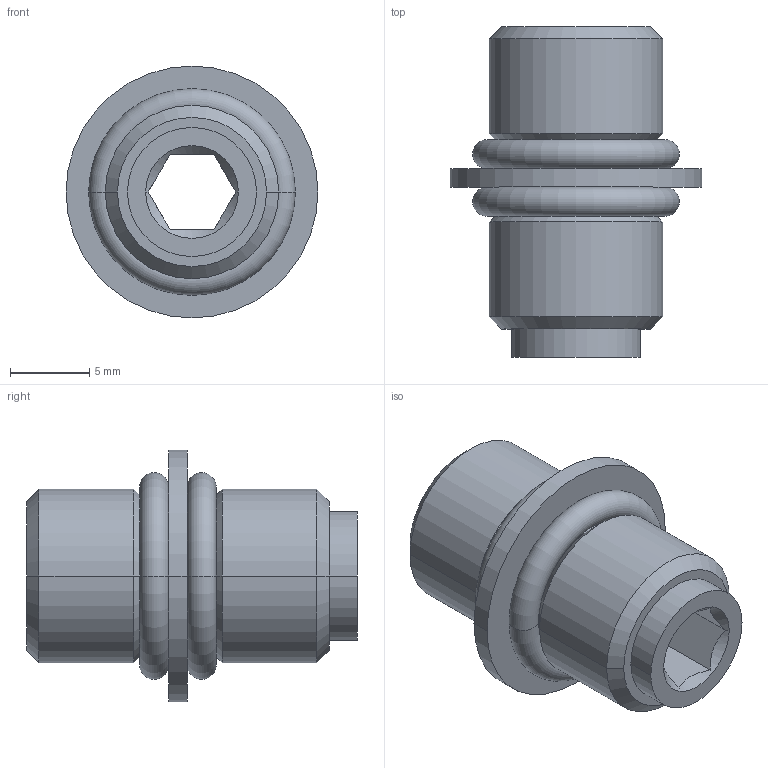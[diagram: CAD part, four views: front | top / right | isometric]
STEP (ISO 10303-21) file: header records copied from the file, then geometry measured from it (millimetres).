
FILE_DESCRIPTION((''),'2;1');
FILE_NAME('ILC30871144','2005-07-25T',('KR'),(''),'PRO/ENGINEER BY PARAMETRIC TECHNOLOGY CORPORATION, 2004290','PRO/ENGINEER BY PARAMETRIC TECHNOLOGY CORPORATION, 2004290','');
FILE_SCHEMA(('AUTOMOTIVE_DESIGN_CC2 { 1 2 10303 214 -1 1 5 2 }'));
Length unit declared in the file: inch
Products named in the file (1): ILC30871144
Bounding box: 15.88 x 20.83 x 15.88 mm (x, y, z)
Volume: 1671.5 mm3; surface area: 1631.4 mm2
Topology: 1 solids, 1 shells, 39 faces, 82 edges, 48 vertices
Faces by surface type: cylinder 12, cone 12, plane 11, torus 4
Entity records: 1286 total; most frequent: CARTESIAN_POINT 289, DIRECTION 188, ORIENTED_EDGE 164, COLOUR_RGB 105, EDGE_CURVE 82, AXIS2_PLACEMENT_3D 79, VERTEX_POINT 48, EDGE_LOOP 44
